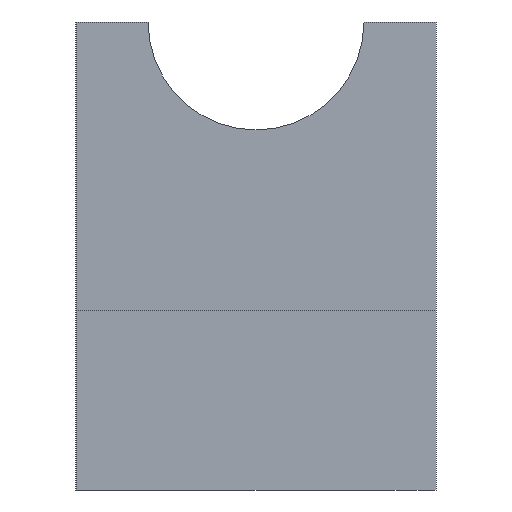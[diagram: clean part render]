
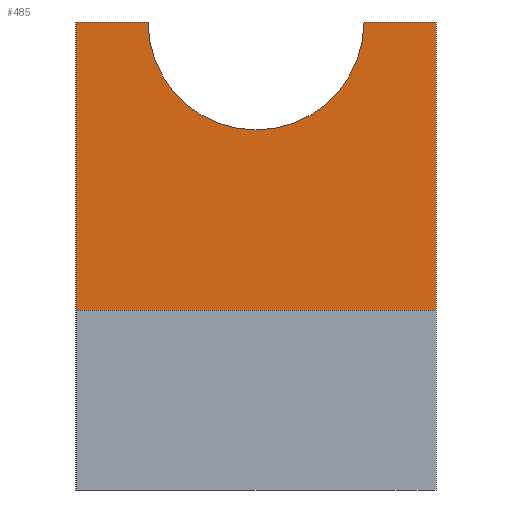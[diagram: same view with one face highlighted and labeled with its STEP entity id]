
A CAD part, front view. The second image highlights one B-rep face of the part: STEP entity #485.
In plain terms, the highlighted planar face has unit normal (0, -1, 0).
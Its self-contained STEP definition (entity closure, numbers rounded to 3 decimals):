
#5 = DIRECTION ( 'NONE',  ( 0., 0., -1. ) ) ;
#7 = DIRECTION ( 'NONE',  ( 1., 0., 0. ) ) ;
#48 = CARTESIAN_POINT ( 'NONE',  ( 25., -15.342, 65. ) ) ;
#59 = PLANE ( 'NONE',  #403 ) ;
#74 = ORIENTED_EDGE ( 'NONE', *, *, #131, .F. ) ;
#79 = LINE ( 'NONE', #460, #337 ) ;
#98 = ORIENTED_EDGE ( 'NONE', *, *, #417, .T. ) ;
#107 = CARTESIAN_POINT ( 'NONE',  ( -25., -15.342, 65. ) ) ;
#114 = ORIENTED_EDGE ( 'NONE', *, *, #504, .F. ) ;
#131 = EDGE_CURVE ( 'NONE', #467, #220, #306, .T. ) ;
#149 = DIRECTION ( 'NONE',  ( 0., 0., 1. ) ) ;
#154 = CARTESIAN_POINT ( 'NONE',  ( 0., -15.342, 65. ) ) ;
#168 = CIRCLE ( 'NONE', #300, 15. ) ;
#171 = CARTESIAN_POINT ( 'NONE',  ( 25., -15.342, 25. ) ) ;
#180 = EDGE_CURVE ( 'NONE', #406, #220, #491, .T. ) ;
#182 = CARTESIAN_POINT ( 'NONE',  ( 0., -15.342, 65. ) ) ;
#185 = DIRECTION ( 'NONE',  ( 1., 0., 0. ) ) ;
#205 = DIRECTION ( 'NONE',  ( 0., 1., 0. ) ) ;
#214 = DIRECTION ( 'NONE',  ( 1., 0., 0. ) ) ;
#220 = VERTEX_POINT ( 'NONE', #171 ) ;
#234 = ORIENTED_EDGE ( 'NONE', *, *, #355, .T. ) ;
#262 = VERTEX_POINT ( 'NONE', #602 ) ;
#284 = ORIENTED_EDGE ( 'NONE', *, *, #180, .T. ) ;
#291 = CARTESIAN_POINT ( 'NONE',  ( 25., -15.342, 65. ) ) ;
#300 = AXIS2_PLACEMENT_3D ( 'NONE', #182, #609, #421 ) ;
#306 = LINE ( 'NONE', #48, #494 ) ;
#325 = DIRECTION ( 'NONE',  ( 0., 0., -1. ) ) ;
#337 = VECTOR ( 'NONE', #325, 1000. ) ;
#351 = CARTESIAN_POINT ( 'NONE',  ( 0., -15.342, 65. ) ) ;
#352 = EDGE_CURVE ( 'NONE', #584, #262, #424, .T. ) ;
#355 = EDGE_CURVE ( 'NONE', #584, #406, #79, .T. ) ;
#357 = VECTOR ( 'NONE', #185, 1000. ) ;
#367 = CARTESIAN_POINT ( 'NONE',  ( 0., -15.342, 65. ) ) ;
#378 = VERTEX_POINT ( 'NONE', #560 ) ;
#389 = FACE_OUTER_BOUND ( 'NONE', #501, .T. ) ;
#391 = ORIENTED_EDGE ( 'NONE', *, *, #352, .F. ) ;
#403 = AXIS2_PLACEMENT_3D ( 'NONE', #351, #205, #149 ) ;
#406 = VERTEX_POINT ( 'NONE', #468 ) ;
#417 = EDGE_CURVE ( 'NONE', #378, #262, #168, .T. ) ;
#421 = DIRECTION ( 'NONE',  ( 0., 0., -1. ) ) ;
#424 = LINE ( 'NONE', #367, #357 ) ;
#429 = VECTOR ( 'NONE', #214, 1000. ) ;
#460 = CARTESIAN_POINT ( 'NONE',  ( -25., -15.342, 65. ) ) ;
#467 = VERTEX_POINT ( 'NONE', #291 ) ;
#468 = CARTESIAN_POINT ( 'NONE',  ( -25., -15.342, 25. ) ) ;
#485 = ADVANCED_FACE ( 'NONE', ( #389 ), #59, .F. ) ;
#491 = LINE ( 'NONE', #580, #429 ) ;
#494 = VECTOR ( 'NONE', #5, 1000. ) ;
#501 = EDGE_LOOP ( 'NONE', ( #114, #98, #391, #234, #284, #74 ) ) ;
#504 = EDGE_CURVE ( 'NONE', #378, #467, #587, .T. ) ;
#560 = CARTESIAN_POINT ( 'NONE',  ( 15., -15.342, 65. ) ) ;
#580 = CARTESIAN_POINT ( 'NONE',  ( 0., -15.342, 25. ) ) ;
#584 = VERTEX_POINT ( 'NONE', #107 ) ;
#586 = VECTOR ( 'NONE', #7, 1000. ) ;
#587 = LINE ( 'NONE', #154, #586 ) ;
#602 = CARTESIAN_POINT ( 'NONE',  ( -15., -15.342, 65. ) ) ;
#609 = DIRECTION ( 'NONE',  ( 0., 1., 0. ) ) ;
